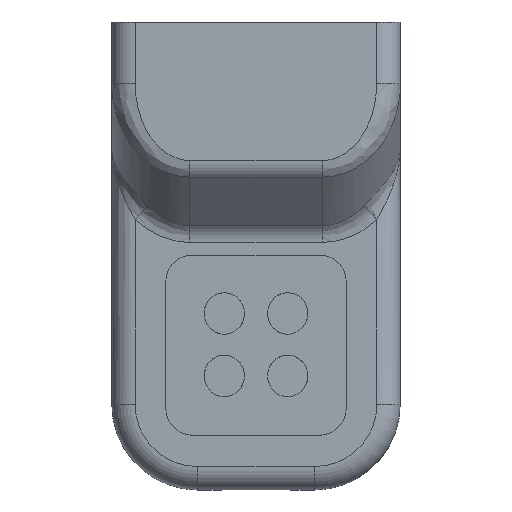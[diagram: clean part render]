
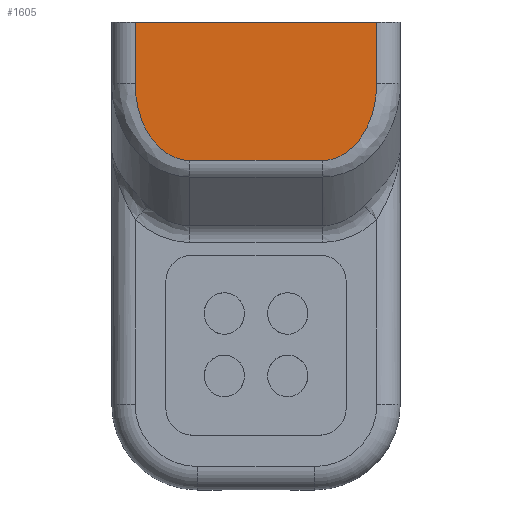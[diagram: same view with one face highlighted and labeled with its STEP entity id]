
A CAD part, top view. The second image highlights one B-rep face of the part: STEP entity #1605.
In plain terms, the highlighted planar face has unit normal (0, 0, 1).
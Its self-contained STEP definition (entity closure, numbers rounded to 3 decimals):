
#87=LINE('',#2942,#216);
#89=LINE('',#2981,#218);
#91=LINE('',#3020,#220);
#92=LINE('',#3022,#221);
#216=VECTOR('',#2063,10.);
#218=VECTOR('',#2075,10.);
#220=VECTOR('',#2085,10.);
#221=VECTOR('',#2088,10.);
#382=FACE_OUTER_BOUND('',#484,.T.);
#484=EDGE_LOOP('',(#1215,#1216,#1217,#1218,#1219,#1220));
#644=ELLIPSE('',#1759,9.899,7.);
#645=ELLIPSE('',#1763,9.899,7.);
#730=VERTEX_POINT('',#2939);
#731=VERTEX_POINT('',#2941);
#732=VERTEX_POINT('',#2975);
#733=VERTEX_POINT('',#2979);
#734=VERTEX_POINT('',#3012);
#735=VERTEX_POINT('',#3016);
#910=EDGE_CURVE('',#730,#731,#87,.T.);
#914=EDGE_CURVE('',#731,#732,#644,.T.);
#916=EDGE_CURVE('',#732,#733,#89,.T.);
#918=EDGE_CURVE('',#733,#734,#645,.T.);
#921=EDGE_CURVE('',#734,#735,#91,.T.);
#922=EDGE_CURVE('',#735,#730,#92,.T.);
#1215=ORIENTED_EDGE('',*,*,#921,.F.);
#1216=ORIENTED_EDGE('',*,*,#918,.F.);
#1217=ORIENTED_EDGE('',*,*,#916,.F.);
#1218=ORIENTED_EDGE('',*,*,#914,.F.);
#1219=ORIENTED_EDGE('',*,*,#910,.F.);
#1220=ORIENTED_EDGE('',*,*,#922,.F.);
#1531=PLANE('',#1766);
#1605=ADVANCED_FACE('',(#382),#1531,.T.);
#1759=AXIS2_PLACEMENT_3D('',#2977,#2069,#2070);
#1763=AXIS2_PLACEMENT_3D('',#3014,#2078,#2079);
#1766=AXIS2_PLACEMENT_3D('',#3021,#2086,#2087);
#2063=DIRECTION('',(0.,-1.,0.));
#2069=DIRECTION('center_axis',(0.,0.,-1.));
#2070=DIRECTION('ref_axis',(0.,-1.,0.));
#2075=DIRECTION('',(-1.,0.,0.));
#2078=DIRECTION('center_axis',(0.,0.,-1.));
#2079=DIRECTION('ref_axis',(0.,-1.,0.));
#2085=DIRECTION('',(0.,1.,0.));
#2086=DIRECTION('center_axis',(0.,0.,1.));
#2087=DIRECTION('ref_axis',(0.,-1.,0.));
#2088=DIRECTION('',(1.,0.,0.));
#2939=CARTESIAN_POINT('',(15.5,26.,10.));
#2941=CARTESIAN_POINT('',(15.5,18.142,10.));
#2942=CARTESIAN_POINT('',(15.5,26.,10.));
#2975=CARTESIAN_POINT('',(8.5,8.243,10.));
#2977=CARTESIAN_POINT('Origin',(8.5,18.142,10.));
#2979=CARTESIAN_POINT('',(-8.5,8.243,10.));
#2981=CARTESIAN_POINT('',(0.,8.243,10.));
#3012=CARTESIAN_POINT('',(-15.5,18.142,10.));
#3014=CARTESIAN_POINT('Origin',(-8.5,18.142,10.));
#3016=CARTESIAN_POINT('',(-15.5,26.,10.));
#3020=CARTESIAN_POINT('',(-15.5,1.5,10.));
#3021=CARTESIAN_POINT('Origin',(0.,26.,10.));
#3022=CARTESIAN_POINT('',(0.,26.,10.));
